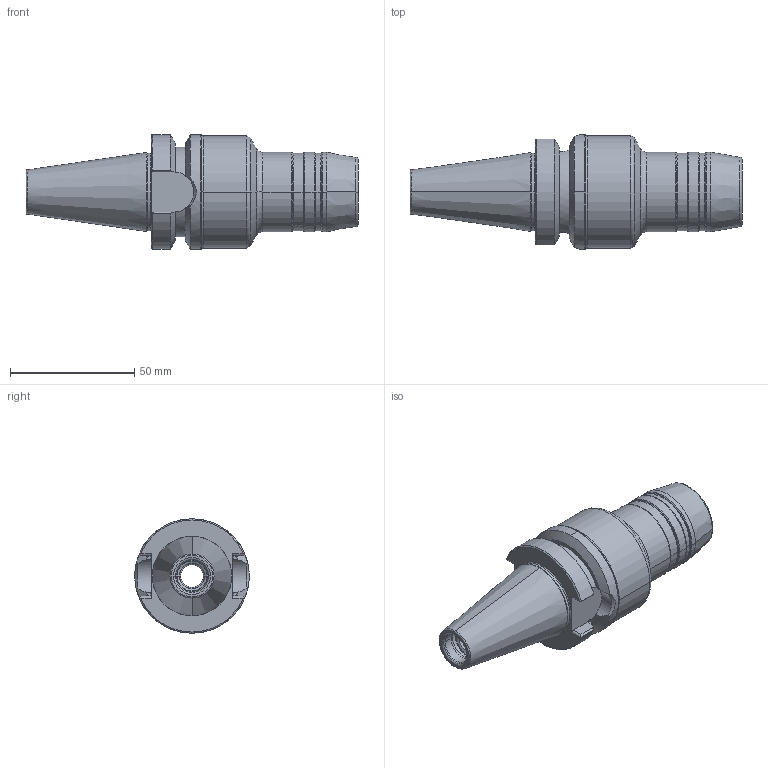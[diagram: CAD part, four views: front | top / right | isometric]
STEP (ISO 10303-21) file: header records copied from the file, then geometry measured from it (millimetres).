
FILE_DESCRIPTION((''),'2;1');
FILE_NAME('WG026-BT30-HC0_5-3_35','2020-03-26T',('MYPC'),(''),'PRO/ENGINEER BY PARAMETRIC TECHNOLOGY CORPORATION, 2012130','PRO/ENGINEER BY PARAMETRIC TECHNOLOGY CORPORATION, 2012130','');
FILE_SCHEMA(('CONFIG_CONTROL_DESIGN'));
Length unit declared in the file: inch
Products named in the file (1): WG026-BT30-HC0_5-3_35
Bounding box: 133.39 x 46 x 46 mm (x, y, z)
Volume: 105548.5 mm3; surface area: 21886.9 mm2
Topology: 1 solids, 2 shells, 141 faces, 328 edges, 194 vertices
Faces by surface type: cylinder 46, cone 38, torus 36, plane 21
Entity records: 4176 total; most frequent: CARTESIAN_POINT 882, DIRECTION 738, ORIENTED_EDGE 652, EDGE_CURVE 328, AXIS2_PLACEMENT_3D 316, VERTEX_POINT 194, CIRCLE 174, EDGE_LOOP 148
